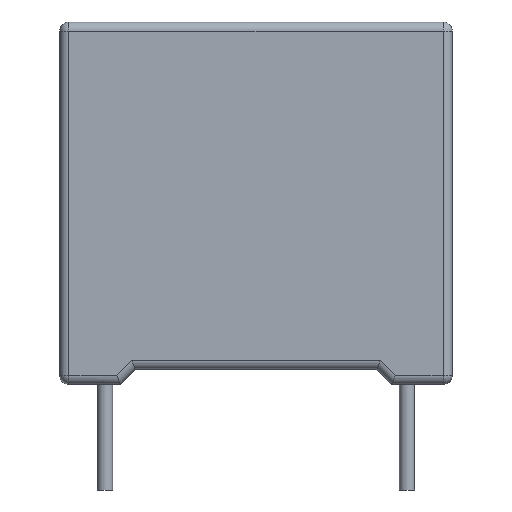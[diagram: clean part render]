
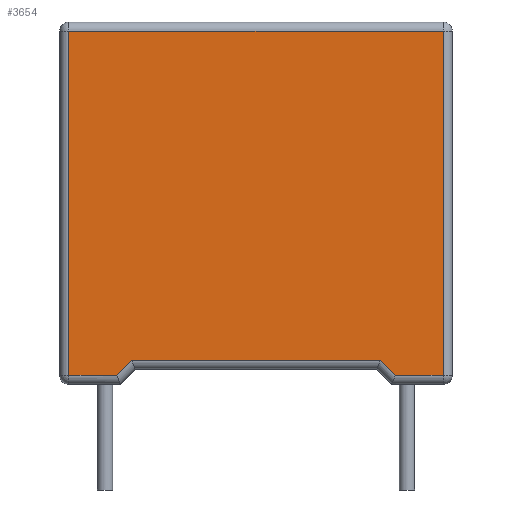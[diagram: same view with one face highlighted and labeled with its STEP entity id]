
A CAD part, front view. The second image highlights one B-rep face of the part: STEP entity #3654.
In plain terms, the highlighted planar face has unit normal (0, -1, 0).
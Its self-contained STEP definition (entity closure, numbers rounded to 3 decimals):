
#19 = LINE ( 'NONE', #1017, #11253 ) ;
#334 = VERTEX_POINT ( 'NONE', #7625 ) ;
#453 = CARTESIAN_POINT ( 'NONE',  ( -4.616, 0., -5.7 ) ) ;
#1017 = CARTESIAN_POINT ( 'NONE',  ( 0., 0., 5.7 ) ) ;
#1464 = EDGE_CURVE ( 'NONE', #9677, #5014, #6518, .T. ) ;
#1569 = CARTESIAN_POINT ( 'NONE',  ( 4.616, 0., -5.7 ) ) ;
#2033 = ORIENTED_EDGE ( 'NONE', *, *, #1464, .T. ) ;
#2039 = ORIENTED_EDGE ( 'NONE', *, *, #7702, .T. ) ;
#2270 = LINE ( 'NONE', #4523, #13050 ) ;
#2298 = VERTEX_POINT ( 'NONE', #8410 ) ;
#2972 = DIRECTION ( 'NONE',  ( -1., 0., 0. ) ) ;
#3096 = DIRECTION ( 'NONE',  ( 1., 0., 0. ) ) ;
#3189 = VECTOR ( 'NONE', #3437, 1000. ) ;
#3312 = DIRECTION ( 'NONE',  ( 0.7, 0., 0.714 ) ) ;
#3437 = DIRECTION ( 'NONE',  ( 0., 0., 1. ) ) ;
#3440 = DIRECTION ( 'NONE',  ( 1., 0., 0. ) ) ;
#3448 = DIRECTION ( 'NONE',  ( 0., 0., 1. ) ) ;
#3464 = CARTESIAN_POINT ( 'NONE',  ( -6.2, 0., 0. ) ) ;
#3469 = VECTOR ( 'NONE', #3440, 1000. ) ;
#3636 = EDGE_CURVE ( 'NONE', #12468, #2298, #7177, .T. ) ;
#3654 = ADVANCED_FACE ( 'NONE', ( #9141 ), #5080, .F. ) ;
#4135 = EDGE_CURVE ( 'NONE', #5499, #9677, #4487, .T. ) ;
#4312 = EDGE_CURVE ( 'NONE', #7740, #5499, #19, .T. ) ;
#4487 = LINE ( 'NONE', #3464, #8048 ) ;
#4523 = CARTESIAN_POINT ( 'NONE',  ( -0.494, 0., -0.484 ) ) ;
#4580 = CARTESIAN_POINT ( 'NONE',  ( -6.2, 0., -5.7 ) ) ;
#4588 = DIRECTION ( 'NONE',  ( 0.7, 0., -0.714 ) ) ;
#4593 = CARTESIAN_POINT ( 'NONE',  ( -4.126, 0., -5.2 ) ) ;
#4624 = VECTOR ( 'NONE', #6585, 1000. ) ;
#5014 = VERTEX_POINT ( 'NONE', #453 ) ;
#5080 = PLANE ( 'NONE',  #12820 ) ;
#5499 = VERTEX_POINT ( 'NONE', #12753 ) ;
#5722 = ORIENTED_EDGE ( 'NONE', *, *, #11639, .T. ) ;
#5950 = VECTOR ( 'NONE', #3096, 1000. ) ;
#6425 = ORIENTED_EDGE ( 'NONE', *, *, #3636, .T. ) ;
#6518 = LINE ( 'NONE', #11532, #3469 ) ;
#6585 = DIRECTION ( 'NONE',  ( 1., 0., 0. ) ) ;
#6734 = EDGE_CURVE ( 'NONE', #5014, #9452, #9412, .T. ) ;
#7147 = ORIENTED_EDGE ( 'NONE', *, *, #4135, .T. ) ;
#7177 = LINE ( 'NONE', #8241, #5950 ) ;
#7625 = CARTESIAN_POINT ( 'NONE',  ( 4.126, 0., -5.2 ) ) ;
#7702 = EDGE_CURVE ( 'NONE', #2298, #7740, #10338, .T. ) ;
#7740 = VERTEX_POINT ( 'NONE', #8721 ) ;
#8048 = VECTOR ( 'NONE', #11689, 1000. ) ;
#8241 = CARTESIAN_POINT ( 'NONE',  ( 0., 0., -5.7 ) ) ;
#8410 = CARTESIAN_POINT ( 'NONE',  ( 6.2, 0., -5.7 ) ) ;
#8721 = CARTESIAN_POINT ( 'NONE',  ( 6.2, 0., 5.7 ) ) ;
#8875 = ORIENTED_EDGE ( 'NONE', *, *, #12912, .T. ) ;
#9141 = FACE_OUTER_BOUND ( 'NONE', #13330, .T. ) ;
#9412 = LINE ( 'NONE', #11474, #11045 ) ;
#9452 = VERTEX_POINT ( 'NONE', #4593 ) ;
#9677 = VERTEX_POINT ( 'NONE', #4580 ) ;
#10298 = ORIENTED_EDGE ( 'NONE', *, *, #6734, .T. ) ;
#10338 = LINE ( 'NONE', #12688, #3189 ) ;
#10542 = CARTESIAN_POINT ( 'NONE',  ( 0., 0., -5.2 ) ) ;
#10599 = LINE ( 'NONE', #10542, #4624 ) ;
#11045 = VECTOR ( 'NONE', #3312, 1000. ) ;
#11253 = VECTOR ( 'NONE', #2972, 1000. ) ;
#11474 = CARTESIAN_POINT ( 'NONE',  ( 0.494, 0., -0.484 ) ) ;
#11532 = CARTESIAN_POINT ( 'NONE',  ( 0., 0., -5.7 ) ) ;
#11639 = EDGE_CURVE ( 'NONE', #9452, #334, #10599, .T. ) ;
#11689 = DIRECTION ( 'NONE',  ( 0., 0., -1. ) ) ;
#11831 = ORIENTED_EDGE ( 'NONE', *, *, #4312, .T. ) ;
#12468 = VERTEX_POINT ( 'NONE', #1569 ) ;
#12502 = DIRECTION ( 'NONE',  ( 0., 1., 0. ) ) ;
#12556 = CARTESIAN_POINT ( 'NONE',  ( 0., 0., 0. ) ) ;
#12688 = CARTESIAN_POINT ( 'NONE',  ( 6.2, 0., 0. ) ) ;
#12753 = CARTESIAN_POINT ( 'NONE',  ( -6.2, 0., 5.7 ) ) ;
#12820 = AXIS2_PLACEMENT_3D ( 'NONE', #12556, #12502, #3448 ) ;
#12912 = EDGE_CURVE ( 'NONE', #334, #12468, #2270, .T. ) ;
#13050 = VECTOR ( 'NONE', #4588, 1000. ) ;
#13330 = EDGE_LOOP ( 'NONE', ( #11831, #7147, #2033, #10298, #5722, #8875, #6425, #2039 ) ) ;
